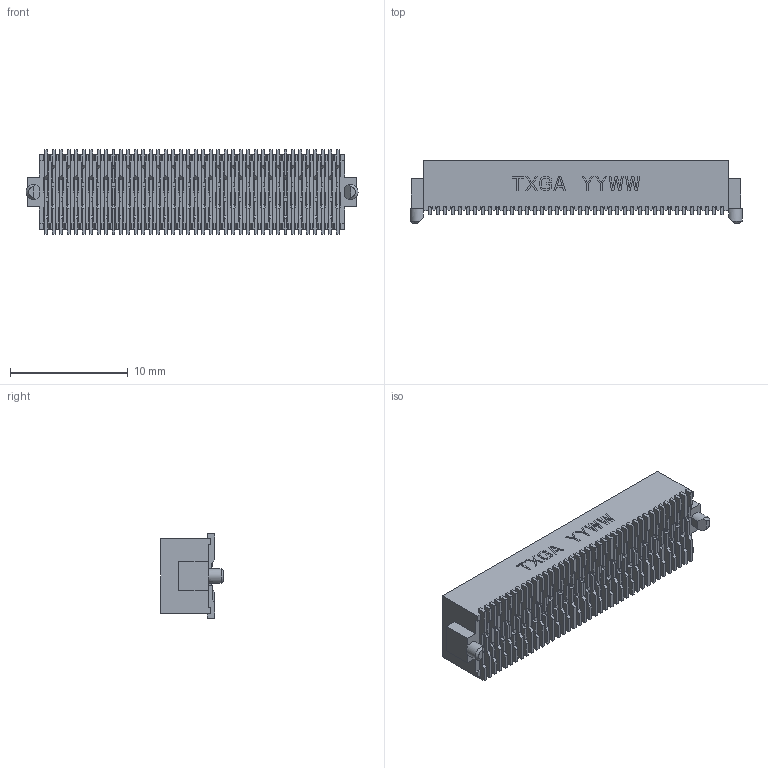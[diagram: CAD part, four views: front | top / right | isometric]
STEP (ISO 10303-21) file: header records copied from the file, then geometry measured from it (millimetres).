
FILE_DESCRIPTION((''),'2;1');
FILE_NAME('FBB12709-F20-H46_ASM','2026-03-17T11:02:12',('gongchengVV'),(''),'CREO PARAMETRIC BY PTC INC, 2020033','CREO PARAMETRIC BY PTC INC, 2020033','');
FILE_SCHEMA(('CONFIG_CONTROL_DESIGN'));
Products named in the file (1): FBB12709-F20-H46_ASM
Bounding box: 28.19 x 5.33 x 7.15 mm (x, y, z)
Volume: 606.1 mm3; surface area: 2585.9 mm2
Topology: 81 solids, 81 shells, 3438 faces, 9717 edges, 6370 vertices
Faces by surface type: plane 3354, cylinder 82, cone 2
Entity records: 108829 total; most frequent: CARTESIAN_POINT 19553, ORIENTED_EDGE 19434, DIRECTION 16755, EDGE_CURVE 9717, VECTOR 9539, LINE 9539, VERTEX_POINT 6370, AXIS2_PLACEMENT_3D 3608
